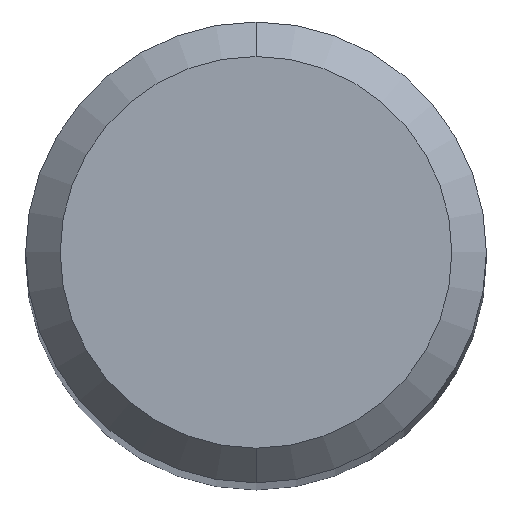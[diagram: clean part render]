
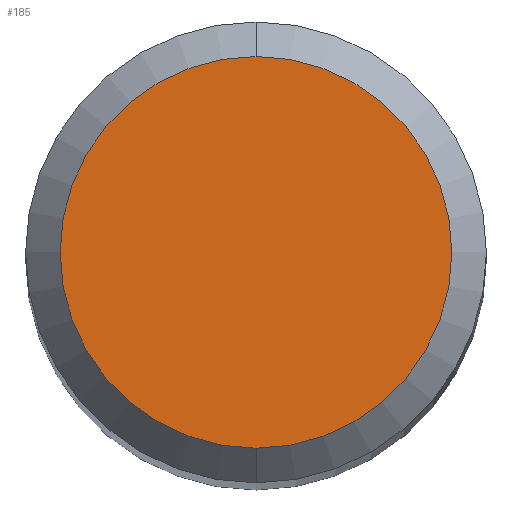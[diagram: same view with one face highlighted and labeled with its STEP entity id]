
A CAD part, top view. The second image highlights one B-rep face of the part: STEP entity #185.
In plain terms, the highlighted planar face has unit normal (0, 0, 1).
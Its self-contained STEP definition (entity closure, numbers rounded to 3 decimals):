
#185=ADVANCED_FACE('',(#493),#494,.T.);
#279=EDGE_CURVE('',#303,#403,#598,.T.);
#303=VERTEX_POINT('',#624);
#387=EDGE_CURVE('',#403,#303,#717,.T.);
#403=VERTEX_POINT('',#734);
#493=FACE_OUTER_BOUND('',#849,.T.);
#494=PLANE('',#850);
#598=CIRCLE('',#1051,1.7);
#624=CARTESIAN_POINT('',(0.,-1.7,0.0));
#717=CIRCLE('',#1258,1.7);
#734=CARTESIAN_POINT('',(0.0,1.7,0.0));
#849=EDGE_LOOP('',(#1453,#1454));
#850=AXIS2_PLACEMENT_3D('',#1455,#1456,#1457);
#1051=AXIS2_PLACEMENT_3D('',#1580,#1581,#1582);
#1258=AXIS2_PLACEMENT_3D('',#1704,#1705,#1706);
#1453=ORIENTED_EDGE('',*,*,#387,.F.);
#1454=ORIENTED_EDGE('',*,*,#279,.F.);
#1455=CARTESIAN_POINT('',(0.0,0.85,0.0));
#1456=DIRECTION('',(-0.0,0.0,1.0));
#1457=DIRECTION('',(0.0,-1.0,0.0));
#1580=CARTESIAN_POINT('',(0.0,0.0,0.0));
#1581=DIRECTION('',(0.0,0.0,-1.0));
#1582=DIRECTION('',(0.0,1.0,0.0));
#1704=CARTESIAN_POINT('',(0.0,0.0,0.0));
#1705=DIRECTION('',(0.0,0.0,-1.0));
#1706=DIRECTION('',(0.0,1.0,0.0));
